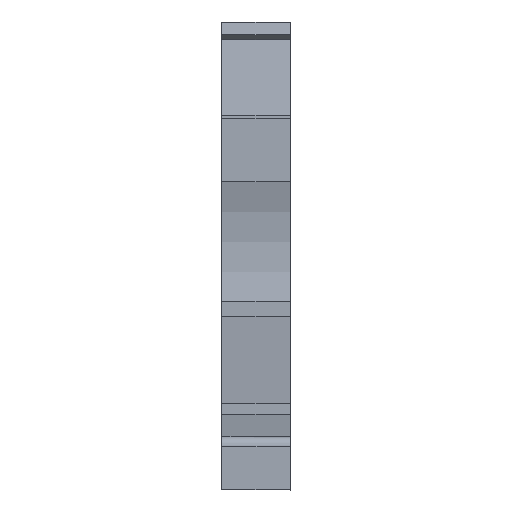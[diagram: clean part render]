
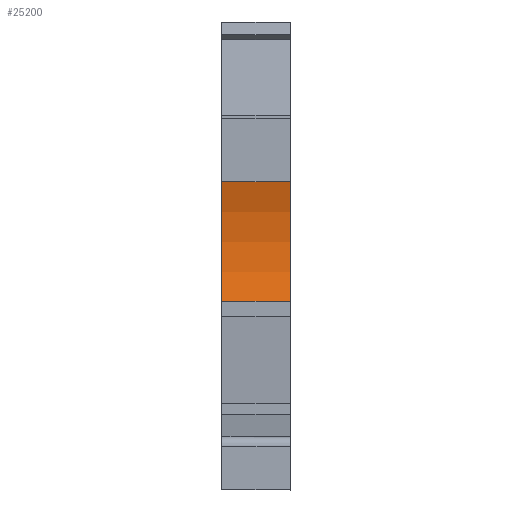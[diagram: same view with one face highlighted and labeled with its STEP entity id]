
A CAD part, front view. The second image highlights one B-rep face of the part: STEP entity #25200.
In plain terms, the highlighted cylindrical face has radius 15 mm (diameter 30 mm), a partial arc.
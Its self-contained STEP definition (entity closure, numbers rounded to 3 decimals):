
#3970=CARTESIAN_POINT('',(8.678,18.755,
-5.15));
#3980=VERTEX_POINT('',#3970);
#4010=CARTESIAN_POINT('',(-4.976,12.544,
-5.15));
#4020=DIRECTION('',(0.,0.,1.));
#4030=DIRECTION('',(0.993,0.122,
0.));
#4040=AXIS2_PLACEMENT_3D('',#4010,#4020,#4030);
#4050=CIRCLE('',#4040,15.);
#4060=CARTESIAN_POINT('',(9.775,9.822,
-5.15));
#4070=VERTEX_POINT('',#4060);
#4080=EDGE_CURVE('',#4070,#3980,#4050,.T.);
#8020=CARTESIAN_POINT('',(9.775,9.822,
0.));
#8030=VERTEX_POINT('',#8020);
#8060=CARTESIAN_POINT('',(-4.976,12.544,
0.));
#8070=DIRECTION('',(0.,0.,1.));
#8080=DIRECTION('',(0.993,0.122,
0.));
#8090=AXIS2_PLACEMENT_3D('',#8060,#8070,#8080);
#8100=CIRCLE('',#8090,15.);
#8110=CARTESIAN_POINT('',(8.678,18.755,
0.));
#8120=VERTEX_POINT('',#8110);
#8130=EDGE_CURVE('',#8030,#8120,#8100,.T.);
#24850=CARTESIAN_POINT('',(9.775,9.822,
-5.15));
#24860=DIRECTION('',(0.,0.,1.));
#24870=VECTOR('',#24860,1.);
#24880=LINE('',#24850,#24870);
#24890=EDGE_CURVE('',#4070,#8030,#24880,.T.);
#25040=CARTESIAN_POINT('',(-4.976,12.544,
0.));
#25050=DIRECTION('',(0.,0.,1.));
#25060=DIRECTION('',(0.993,0.122,
0.));
#25070=AXIS2_PLACEMENT_3D('',#25040,#25050,#25060);
#25080=CYLINDRICAL_SURFACE('',#25070,15.);
#25090=ORIENTED_EDGE('',*,*,#24890,.T.);
#25100=ORIENTED_EDGE('',*,*,#4080,.F.);
#25110=CARTESIAN_POINT('',(8.678,18.755,
0.));
#25120=DIRECTION('',(0.,0.,1.));
#25130=VECTOR('',#25120,1.);
#25140=LINE('',#25110,#25130);
#25150=EDGE_CURVE('',#3980,#8120,#25140,.T.);
#25160=ORIENTED_EDGE('',*,*,#25150,.F.);
#25170=ORIENTED_EDGE('',*,*,#8130,.T.);
#25180=EDGE_LOOP('',(#25170,#25160,#25100,#25090));
#25190=FACE_OUTER_BOUND('',#25180,.T.);
#25200=ADVANCED_FACE('',(#25190),#25080,.F.);
